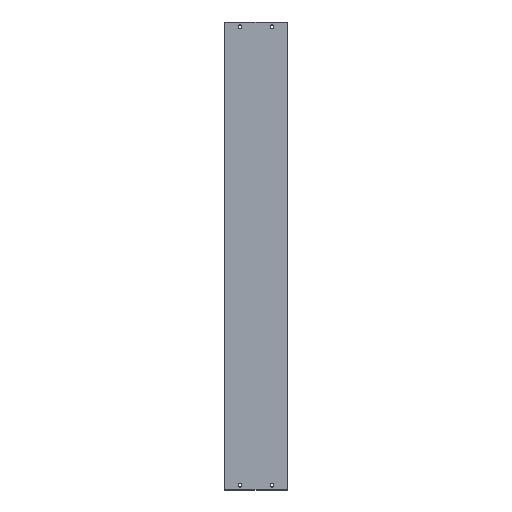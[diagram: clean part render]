
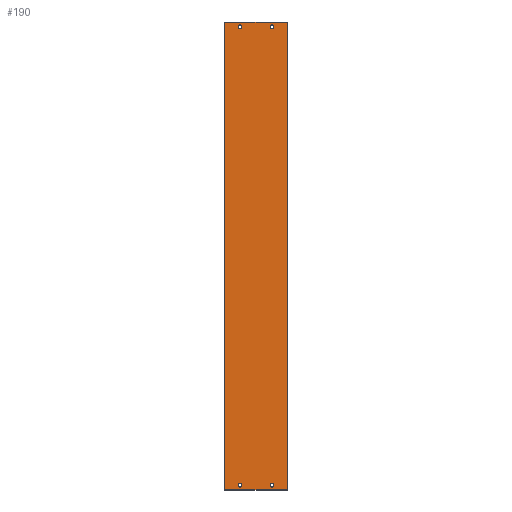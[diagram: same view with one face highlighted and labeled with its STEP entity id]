
A CAD part, top view. The second image highlights one B-rep face of the part: STEP entity #190.
In plain terms, the highlighted planar face has unit normal (0, 0, 1).
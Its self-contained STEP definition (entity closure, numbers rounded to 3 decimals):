
#19=FACE_BOUND('',#47,.T.);
#20=FACE_BOUND('',#48,.T.);
#21=FACE_BOUND('',#49,.T.);
#22=FACE_BOUND('',#50,.T.);
#27=CIRCLE('',#215,1.75);
#28=CIRCLE('',#216,1.75);
#29=CIRCLE('',#217,1.75);
#30=CIRCLE('',#218,1.75);
#36=FACE_OUTER_BOUND('',#46,.T.);
#46=EDGE_LOOP('',(#139,#140,#141,#142));
#47=EDGE_LOOP('',(#143));
#48=EDGE_LOOP('',(#144));
#49=EDGE_LOOP('',(#145));
#50=EDGE_LOOP('',(#146));
#66=LINE('',#294,#82);
#67=LINE('',#297,#83);
#68=LINE('',#299,#84);
#69=LINE('',#300,#85);
#82=VECTOR('',#238,10.);
#83=VECTOR('',#241,10.);
#84=VECTOR('',#242,10.);
#85=VECTOR('',#243,10.);
#95=VERTEX_POINT('',#287);
#98=VERTEX_POINT('',#292);
#99=VERTEX_POINT('',#296);
#100=VERTEX_POINT('',#298);
#101=VERTEX_POINT('',#301);
#102=VERTEX_POINT('',#303);
#103=VERTEX_POINT('',#305);
#104=VERTEX_POINT('',#307);
#114=EDGE_CURVE('',#98,#95,#66,.T.);
#115=EDGE_CURVE('',#99,#98,#67,.T.);
#116=EDGE_CURVE('',#99,#100,#68,.T.);
#117=EDGE_CURVE('',#100,#95,#69,.T.);
#118=EDGE_CURVE('',#101,#101,#27,.T.);
#119=EDGE_CURVE('',#102,#102,#28,.T.);
#120=EDGE_CURVE('',#103,#103,#29,.T.);
#121=EDGE_CURVE('',#104,#104,#30,.T.);
#139=ORIENTED_EDGE('',*,*,#115,.F.);
#140=ORIENTED_EDGE('',*,*,#116,.T.);
#141=ORIENTED_EDGE('',*,*,#117,.T.);
#142=ORIENTED_EDGE('',*,*,#114,.F.);
#143=ORIENTED_EDGE('',*,*,#118,.T.);
#144=ORIENTED_EDGE('',*,*,#119,.T.);
#145=ORIENTED_EDGE('',*,*,#120,.T.);
#146=ORIENTED_EDGE('',*,*,#121,.T.);
#184=PLANE('',#214);
#190=ADVANCED_FACE('',(#36,#19,#20,#21,#22),#184,.T.);
#214=AXIS2_PLACEMENT_3D('',#295,#239,#240);
#215=AXIS2_PLACEMENT_3D('',#302,#244,#245);
#216=AXIS2_PLACEMENT_3D('',#304,#246,#247);
#217=AXIS2_PLACEMENT_3D('',#306,#248,#249);
#218=AXIS2_PLACEMENT_3D('',#308,#250,#251);
#238=DIRECTION('',(-1.,0.,0.));
#239=DIRECTION('center_axis',(0.,0.,
1.));
#240=DIRECTION('ref_axis',(1.,0.,0.));
#241=DIRECTION('',(0.,-1.,0.));
#242=DIRECTION('',(-1.,0.,0.));
#243=DIRECTION('',(0.,-1.,0.));
#244=DIRECTION('center_axis',(0.,0.,
-1.));
#245=DIRECTION('ref_axis',(1.,0.,0.));
#246=DIRECTION('center_axis',(0.,0.,
-1.));
#247=DIRECTION('ref_axis',(1.,0.,0.));
#248=DIRECTION('center_axis',(0.,0.,
-1.));
#249=DIRECTION('ref_axis',(1.,0.,0.));
#250=DIRECTION('center_axis',(0.,0.,
-1.));
#251=DIRECTION('ref_axis',(1.,0.,0.));
#287=CARTESIAN_POINT('',(186.308,-319.402,170.01));
#292=CARTESIAN_POINT('',(245.308,-319.402,170.01));
#294=CARTESIAN_POINT('',(245.308,-319.402,170.01));
#295=CARTESIAN_POINT('Origin',(215.808,0.049,170.01));
#296=CARTESIAN_POINT('',(245.308,119.5,170.01));
#297=CARTESIAN_POINT('',(245.308,-119.402,170.01));
#298=CARTESIAN_POINT('',(186.308,119.5,170.01));
#299=CARTESIAN_POINT('',(186.308,119.5,170.01));
#300=CARTESIAN_POINT('',(186.308,-119.402,170.01));
#301=CARTESIAN_POINT('',(229.058,-314.902,170.01));
#302=CARTESIAN_POINT('Origin',(230.808,-314.902,170.01));
#303=CARTESIAN_POINT('',(229.058,115.,170.01));
#304=CARTESIAN_POINT('Origin',(230.808,115.,170.01));
#305=CARTESIAN_POINT('',(199.058,115.,170.01));
#306=CARTESIAN_POINT('Origin',(200.808,115.,170.01));
#307=CARTESIAN_POINT('',(199.058,-314.902,170.01));
#308=CARTESIAN_POINT('Origin',(200.808,-314.902,170.01));
